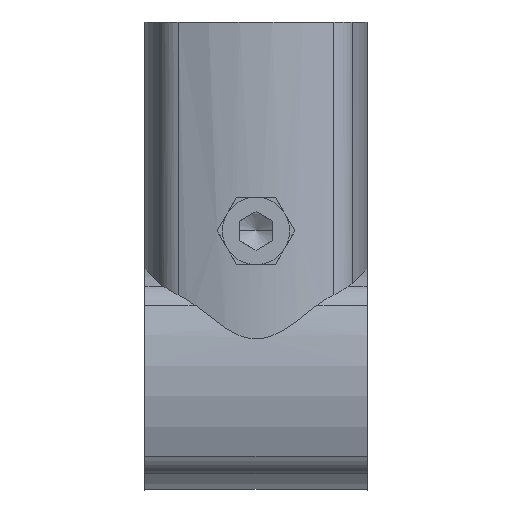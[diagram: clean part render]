
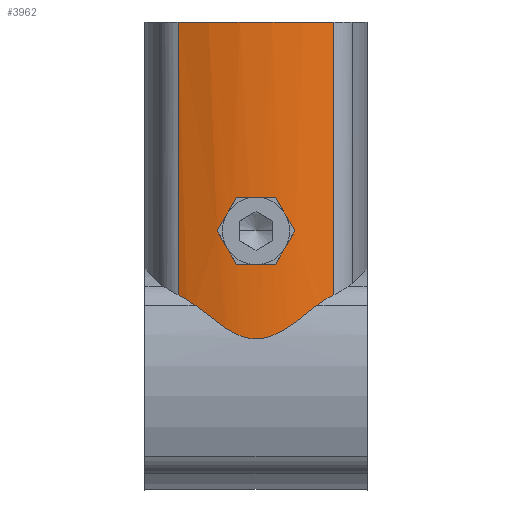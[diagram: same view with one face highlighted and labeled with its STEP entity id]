
A CAD part, left-side view. The second image highlights one B-rep face of the part: STEP entity #3962.
In plain terms, the highlighted cylindrical face has radius 30.285 mm (diameter 60.57 mm), a partial arc.
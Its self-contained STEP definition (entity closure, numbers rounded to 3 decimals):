
#53=ELLIPSE('',#4245,60.57,30.285);
#54=ELLIPSE('',#4246,60.57,30.285);
#55=ELLIPSE('',#4248,60.57,30.285);
#56=ELLIPSE('',#4249,60.57,30.285);
#86=FACE_BOUND('',#446,.T.);
#111=CYLINDRICAL_SURFACE('',#4244,30.285);
#216=FACE_OUTER_BOUND('',#445,.T.);
#445=EDGE_LOOP('',(#2746,#2747,#2748,#2749,#2750,#2751));
#446=EDGE_LOOP('',(#2752,#2753,#2754,#2755,#2756,#2757));
#690=B_SPLINE_CURVE_WITH_KNOTS('',3,(#6045,#6046,#6047,#6048,#6049,#6050),
 .UNSPECIFIED.,.F.,.F.,(4,1,1,4),(0.,1.077,2.116,
3.094),.UNSPECIFIED.);
#691=B_SPLINE_CURVE_WITH_KNOTS('',3,(#6053,#6054,#6055,#6056,#6057,#6058),
 .UNSPECIFIED.,.F.,.F.,(4,1,1,4),(0.,0.978,2.016,
3.094),.UNSPECIFIED.);
#692=B_SPLINE_CURVE_WITH_KNOTS('',3,(#6059,#6060,#6061,#6062,#6063,#6064,
#6065,#6066,#6067,#6068,#6069,#6070,#6071,#6072,#6073,#6074,#6075,#6076,
#6077,#6078),.UNSPECIFIED.,.F.,.F.,(4,1,1,1,1,1,1,1,1,1,1,1,1,1,1,1,1,4),
(0.,1.173,2.402,3.676,4.963,6.246,
7.525,8.786,10.019,11.239,12.475,
13.742,15.029,16.32,17.611,18.888,
20.116,21.284),.UNSPECIFIED.);
#829=LINE('',#6041,#1147);
#830=LINE('',#6051,#1148);
#1147=VECTOR('',#4773,40.499);
#1148=VECTOR('',#4776,40.499);
#1461=CIRCLE('',#4233,30.285);
#1465=CIRCLE('',#4247,30.285);
#1466=CIRCLE('',#4250,30.285);
#1665=VERTEX_POINT('',#5983);
#1666=VERTEX_POINT('',#5985);
#1673=VERTEX_POINT('',#6033);
#1674=VERTEX_POINT('',#6043);
#1675=VERTEX_POINT('',#6044);
#1676=VERTEX_POINT('',#6052);
#1677=VERTEX_POINT('',#6079);
#1678=VERTEX_POINT('',#6080);
#1679=VERTEX_POINT('',#6082);
#1680=VERTEX_POINT('',#6084);
#1681=VERTEX_POINT('',#6086);
#1682=VERTEX_POINT('',#6088);
#2081=EDGE_CURVE('',#1665,#1666,#1461,.T.);
#2096=EDGE_CURVE('',#1673,#1665,#829,.T.);
#2097=EDGE_CURVE('',#1674,#1675,#690,.T.);
#2098=EDGE_CURVE('',#1666,#1675,#830,.T.);
#2099=EDGE_CURVE('',#1673,#1676,#691,.T.);
#2100=EDGE_CURVE('',#1676,#1674,#692,.T.);
#2101=EDGE_CURVE('',#1677,#1678,#53,.T.);
#2102=EDGE_CURVE('',#1679,#1678,#54,.T.);
#2103=EDGE_CURVE('',#1680,#1679,#1465,.T.);
#2104=EDGE_CURVE('',#1681,#1680,#55,.T.);
#2105=EDGE_CURVE('',#1681,#1682,#56,.T.);
#2106=EDGE_CURVE('',#1682,#1677,#1466,.T.);
#2746=ORIENTED_EDGE('',*,*,#2097,.T.);
#2747=ORIENTED_EDGE('',*,*,#2098,.F.);
#2748=ORIENTED_EDGE('',*,*,#2081,.F.);
#2749=ORIENTED_EDGE('',*,*,#2096,.F.);
#2750=ORIENTED_EDGE('',*,*,#2099,.T.);
#2751=ORIENTED_EDGE('',*,*,#2100,.T.);
#2752=ORIENTED_EDGE('',*,*,#2101,.T.);
#2753=ORIENTED_EDGE('',*,*,#2102,.F.);
#2754=ORIENTED_EDGE('',*,*,#2103,.F.);
#2755=ORIENTED_EDGE('',*,*,#2104,.F.);
#2756=ORIENTED_EDGE('',*,*,#2105,.T.);
#2757=ORIENTED_EDGE('',*,*,#2106,.T.);
#3962=ADVANCED_FACE('',(#216,#86),#111,.T.);
#4233=AXIS2_PLACEMENT_3D('',#5986,#4745,#4746);
#4244=AXIS2_PLACEMENT_3D('',#6042,#4774,#4775);
#4245=AXIS2_PLACEMENT_3D('',#6081,#4777,#4778);
#4246=AXIS2_PLACEMENT_3D('',#6083,#4779,#4780);
#4247=AXIS2_PLACEMENT_3D('',#6085,#4781,#4782);
#4248=AXIS2_PLACEMENT_3D('',#6087,#4783,#4784);
#4249=AXIS2_PLACEMENT_3D('',#6089,#4785,#4786);
#4250=AXIS2_PLACEMENT_3D('',#6090,#4787,#4788);
#4745=DIRECTION('center_axis',(0.,0.,1.));
#4746=DIRECTION('ref_axis',(-0.924,0.382,0.));
#4773=DIRECTION('',(0.,0.,1.));
#4774=DIRECTION('center_axis',(0.,0.,1.));
#4775=DIRECTION('ref_axis',(-1.,0.,0.));
#4776=DIRECTION('',(0.,0.,-1.));
#4777=DIRECTION('center_axis',(0.,-0.866,
0.5));
#4778=DIRECTION('ref_axis',(0.,0.5,0.866));
#4779=DIRECTION('center_axis',(0.,0.866,0.5));
#4780=DIRECTION('ref_axis',(0.,0.5,-0.866));
#4781=DIRECTION('center_axis',(0.,0.,1.));
#4782=DIRECTION('ref_axis',(-0.995,0.095,0.));
#4783=DIRECTION('center_axis',(0.,-0.866,
0.5));
#4784=DIRECTION('ref_axis',(0.,-0.5,-0.866));
#4785=DIRECTION('center_axis',(0.,0.866,0.5));
#4786=DIRECTION('ref_axis',(0.,-0.5,0.866));
#4787=DIRECTION('center_axis',(0.,0.,1.));
#4788=DIRECTION('ref_axis',(-0.995,0.095,0.));
#5983=CARTESIAN_POINT('',(-14.204,11.567,52.5));
#5985=CARTESIAN_POINT('',(-14.204,-11.567,52.5));
#5986=CARTESIAN_POINT('Origin',(13.785,0.,52.5));
#6033=CARTESIAN_POINT('',(-14.204,11.567,12.001));
#6041=CARTESIAN_POINT('',(-14.204,11.567,12.001));
#6042=CARTESIAN_POINT('Origin',(13.785,0.,0.));
#6043=CARTESIAN_POINT('',(-15.116,-9.05,10.465));
#6044=CARTESIAN_POINT('',(-14.204,-11.567,12.001));
#6045=CARTESIAN_POINT('Ctrl Pts',(-15.116,-9.05,10.465));
#6046=CARTESIAN_POINT('Ctrl Pts',(-15.032,-9.317,10.689));
#6047=CARTESIAN_POINT('Ctrl Pts',(-14.849,-9.874,11.086));
#6048=CARTESIAN_POINT('Ctrl Pts',(-14.542,-10.725,11.583));
#6049=CARTESIAN_POINT('Ctrl Pts',(-14.318,-11.291,11.869));
#6050=CARTESIAN_POINT('Ctrl Pts',(-14.204,-11.567,12.001));
#6051=CARTESIAN_POINT('',(-14.204,-11.567,52.5));
#6052=CARTESIAN_POINT('',(-15.116,9.05,10.465));
#6053=CARTESIAN_POINT('Ctrl Pts',(-14.204,11.567,12.001));
#6054=CARTESIAN_POINT('Ctrl Pts',(-14.318,11.291,11.869));
#6055=CARTESIAN_POINT('Ctrl Pts',(-14.541,10.725,11.583));
#6056=CARTESIAN_POINT('Ctrl Pts',(-14.849,9.875,11.086));
#6057=CARTESIAN_POINT('Ctrl Pts',(-15.032,9.318,10.69));
#6058=CARTESIAN_POINT('Ctrl Pts',(-15.116,9.05,10.465));
#6059=CARTESIAN_POINT('Ctrl Pts',(-15.116,9.05,10.465));
#6060=CARTESIAN_POINT('Ctrl Pts',(-15.207,8.759,10.22));
#6061=CARTESIAN_POINT('Ctrl Pts',(-15.385,8.158,9.721));
#6062=CARTESIAN_POINT('Ctrl Pts',(-15.631,7.222,8.97));
#6063=CARTESIAN_POINT('Ctrl Pts',(-15.857,6.234,8.215));
#6064=CARTESIAN_POINT('Ctrl Pts',(-16.056,5.203,7.48));
#6065=CARTESIAN_POINT('Ctrl Pts',(-16.223,4.131,6.794));
#6066=CARTESIAN_POINT('Ctrl Pts',(-16.356,3.015,6.189));
#6067=CARTESIAN_POINT('Ctrl Pts',(-16.451,1.848,5.718));
#6068=CARTESIAN_POINT('Ctrl Pts',(-16.501,0.633,5.448));
#6069=CARTESIAN_POINT('Ctrl Pts',(-16.502,-0.607,
5.445));
#6070=CARTESIAN_POINT('Ctrl Pts',(-16.452,-1.827,5.711));
#6071=CARTESIAN_POINT('Ctrl Pts',(-16.358,-3.,6.182));
#6072=CARTESIAN_POINT('Ctrl Pts',(-16.224,-4.123,6.789));
#6073=CARTESIAN_POINT('Ctrl Pts',(-16.056,-5.201,7.479));
#6074=CARTESIAN_POINT('Ctrl Pts',(-15.857,-6.236,8.216));
#6075=CARTESIAN_POINT('Ctrl Pts',(-15.631,-7.225,8.972));
#6076=CARTESIAN_POINT('Ctrl Pts',(-15.384,-8.161,9.723));
#6077=CARTESIAN_POINT('Ctrl Pts',(-15.206,-8.76,10.221));
#6078=CARTESIAN_POINT('Ctrl Pts',(-15.116,-9.05,10.465));
#6079=CARTESIAN_POINT('',(-16.362,-2.887,26.5));
#6080=CARTESIAN_POINT('',(-15.944,-5.774,21.5));
#6081=CARTESIAN_POINT('Origin',(13.785,0.,31.5));
#6082=CARTESIAN_POINT('',(-16.362,-2.887,16.5));
#6083=CARTESIAN_POINT('Origin',(13.785,0.,11.5));
#6084=CARTESIAN_POINT('',(-16.362,2.887,16.5));
#6085=CARTESIAN_POINT('Origin',(13.785,0.,16.5));
#6086=CARTESIAN_POINT('',(-15.944,5.774,21.5));
#6087=CARTESIAN_POINT('Origin',(13.785,0.,11.5));
#6088=CARTESIAN_POINT('',(-16.362,2.887,26.5));
#6089=CARTESIAN_POINT('Origin',(13.785,0.,31.5));
#6090=CARTESIAN_POINT('Origin',(13.785,0.,26.5));
